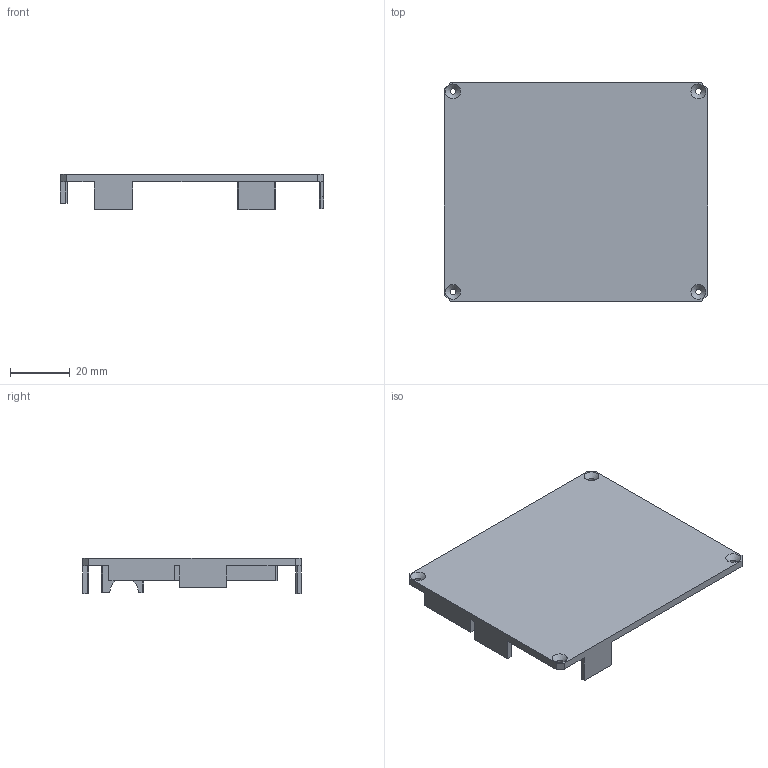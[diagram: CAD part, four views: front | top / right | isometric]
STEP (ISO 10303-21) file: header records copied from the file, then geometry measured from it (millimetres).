
FILE_DESCRIPTION(/* description */ (''),/* implementation_level */ '2;1');
FILE_NAME(/* name */ 'Lid.step',/* time_stamp */ '2024-06-25T14:22:23+02:00',/* author */ (''),/* organization */ (''),/* preprocessor_version */ 'ST-DEVELOPER v20',/* originating_system */ 'Autodesk Translation Framework v13.14.0.145',/* authorisation */ '');
FILE_SCHEMA (('AUTOMOTIVE_DESIGN { 1 0 10303 214 3 1 1 }'));
Length unit declared in the file: millimetre
Products named in the file (1): Lid
Bounding box: 87.9 x 73 x 11.85 mm (x, y, z)
Volume: 17242.8 mm3; surface area: 15390.4 mm2
Topology: 1 solids, 1 shells, 62 faces, 173 edges, 114 vertices
Faces by surface type: plane 49, cylinder 9, cone 4
Full cylindrical faces by diameter (mm): 2 x4
Entity records: 2023 total; most frequent: CARTESIAN_POINT 350, ORIENTED_EDGE 346, DIRECTION 321, EDGE_CURVE 173, LINE 151, VECTOR 151, VERTEX_POINT 114, AXIS2_PLACEMENT_3D 85
